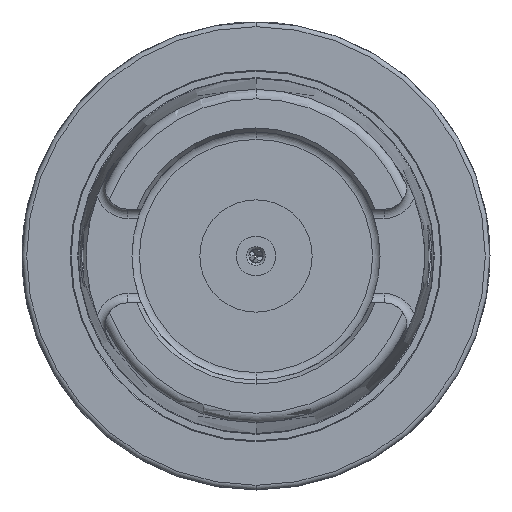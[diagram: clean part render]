
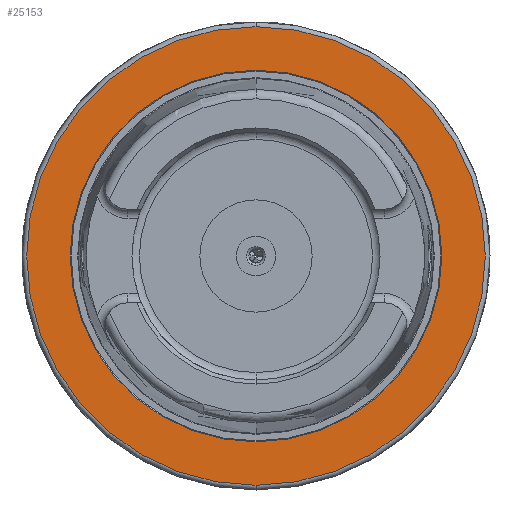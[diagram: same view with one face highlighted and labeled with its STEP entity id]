
A CAD part, front view. The second image highlights one B-rep face of the part: STEP entity #25153.
In plain terms, the highlighted planar face has unit normal (0, -1, 0).
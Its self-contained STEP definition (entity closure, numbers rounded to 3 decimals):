
#60 = AXIS2_PLACEMENT_3D ( 'NONE', #44399, #20262, #44698 ) ;
#657 = AXIS2_PLACEMENT_3D ( 'NONE', #15508, #39663, #15653 ) ;
#1744 = CARTESIAN_POINT ( 'NONE',  ( 0., 50., 0. ) ) ;
#2141 = PLANE ( 'NONE',  #42625 ) ;
#2847 = CARTESIAN_POINT ( 'NONE',  ( 0., 50., -39.7 ) ) ;
#5628 = CIRCLE ( 'NONE', #60, 39.7 ) ;
#8739 = VERTEX_POINT ( 'NONE', #28170 ) ;
#9101 = DIRECTION ( 'NONE',  ( 0., 0., -1. ) ) ;
#10715 = ORIENTED_EDGE ( 'NONE', *, *, #23256, .T. ) ;
#12212 = DIRECTION ( 'NONE',  ( 0., 1., 0. ) ) ;
#12360 = AXIS2_PLACEMENT_3D ( 'NONE', #1744, #12212, #15714 ) ;
#14090 = FACE_BOUND ( 'NONE', #23417, .T. ) ;
#14399 = CIRCLE ( 'NONE', #657, 49. ) ;
#15508 = CARTESIAN_POINT ( 'NONE',  ( 0., 50., 0. ) ) ;
#15653 = DIRECTION ( 'NONE',  ( 0., 0., -1. ) ) ;
#15714 = DIRECTION ( 'NONE',  ( 0., 0., 1. ) ) ;
#18243 = CARTESIAN_POINT ( 'NONE',  ( 0., 50., 0. ) ) ;
#19732 = ORIENTED_EDGE ( 'NONE', *, *, #43643, .T. ) ;
#20247 = VERTEX_POINT ( 'NONE', #2847 ) ;
#20262 = DIRECTION ( 'NONE',  ( 0., 1., 0. ) ) ;
#21646 = VERTEX_POINT ( 'NONE', #24323 ) ;
#23256 = EDGE_CURVE ( 'NONE', #21646, #8739, #44051, .T. ) ;
#23417 = EDGE_LOOP ( 'NONE', ( #29433, #19732 ) ) ;
#23522 = AXIS2_PLACEMENT_3D ( 'NONE', #18243, #25067, #39439 ) ;
#24323 = CARTESIAN_POINT ( 'NONE',  ( 0., 50., -49. ) ) ;
#25067 = DIRECTION ( 'NONE',  ( 0., -1., 0. ) ) ;
#25153 = ADVANCED_FACE ( 'NONE', ( #34383, #14090 ), #2141, .T. ) ;
#25185 = EDGE_LOOP ( 'NONE', ( #10715, #42875 ) ) ;
#26956 = CARTESIAN_POINT ( 'NONE',  ( 0., 50., 0. ) ) ;
#28170 = CARTESIAN_POINT ( 'NONE',  ( 0., 50., 49. ) ) ;
#29433 = ORIENTED_EDGE ( 'NONE', *, *, #40142, .T. ) ;
#30237 = EDGE_CURVE ( 'NONE', #8739, #21646, #14399, .T. ) ;
#30881 = CARTESIAN_POINT ( 'NONE',  ( 0., 50., 39.7 ) ) ;
#33391 = DIRECTION ( 'NONE',  ( 0., -1., 0. ) ) ;
#34383 = FACE_OUTER_BOUND ( 'NONE', #25185, .T. ) ;
#35474 = CIRCLE ( 'NONE', #12360, 39.7 ) ;
#37290 = VERTEX_POINT ( 'NONE', #30881 ) ;
#39439 = DIRECTION ( 'NONE',  ( 0., 0., -1. ) ) ;
#39663 = DIRECTION ( 'NONE',  ( 0., -1., 0. ) ) ;
#40142 = EDGE_CURVE ( 'NONE', #20247, #37290, #5628, .T. ) ;
#42625 = AXIS2_PLACEMENT_3D ( 'NONE', #26956, #33391, #9101 ) ;
#42875 = ORIENTED_EDGE ( 'NONE', *, *, #30237, .T. ) ;
#43643 = EDGE_CURVE ( 'NONE', #37290, #20247, #35474, .T. ) ;
#44051 = CIRCLE ( 'NONE', #23522, 49. ) ;
#44399 = CARTESIAN_POINT ( 'NONE',  ( 0., 50., 0. ) ) ;
#44698 = DIRECTION ( 'NONE',  ( 0., 0., 1. ) ) ;
